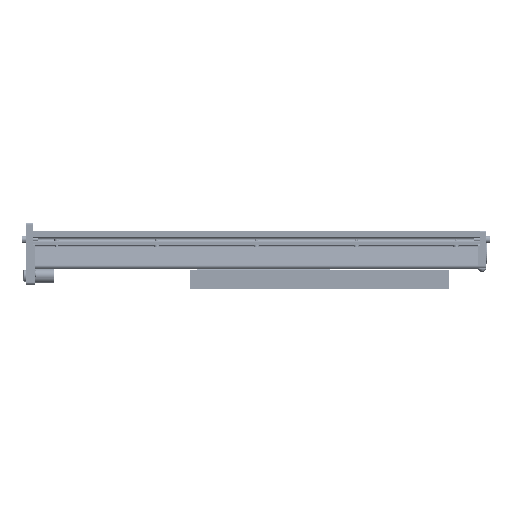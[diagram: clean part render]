
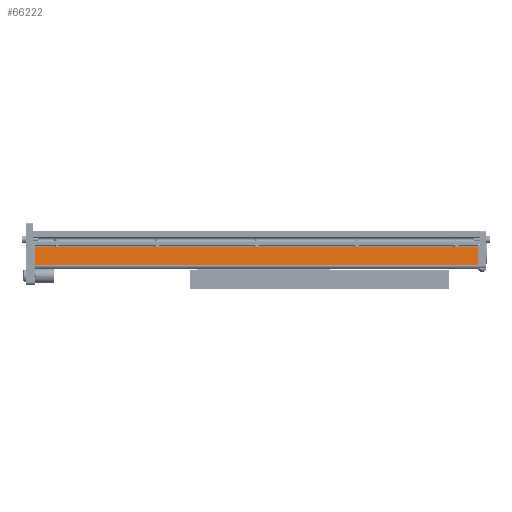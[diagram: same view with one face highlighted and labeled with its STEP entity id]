
A CAD part, left-side view. The second image highlights one B-rep face of the part: STEP entity #66222.
In plain terms, the highlighted face is planar.
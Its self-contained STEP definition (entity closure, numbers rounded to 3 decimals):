
#4351 = VERTEX_POINT ( 'NONE', #65524 ) ;
#10789 = DIRECTION ( 'NONE',  ( -0.174, 0.985, 0. ) ) ;
#14979 = DIRECTION ( 'NONE',  ( 0.985, 0.174, 0. ) ) ;
#16811 = DIRECTION ( 'NONE',  ( 0., 0., 1. ) ) ;
#17237 = LINE ( 'NONE', #52151, #43187 ) ;
#22266 = DIRECTION ( 'NONE',  ( -0.174, 0.985, 0. ) ) ;
#23521 = EDGE_LOOP ( 'NONE', ( #73686, #66203, #23772, #75848 ) ) ;
#23772 = ORIENTED_EDGE ( 'NONE', *, *, #78234, .F. ) ;
#30151 = CARTESIAN_POINT ( 'NONE',  ( 10.501, 2.683, -599. ) ) ;
#30866 = VECTOR ( 'NONE', #10789, 1000. ) ;
#34240 = CARTESIAN_POINT ( 'NONE',  ( 10.501, 2.683, 0. ) ) ;
#35275 = CARTESIAN_POINT ( 'NONE',  ( 10.501, 2.683, -599. ) ) ;
#43187 = VECTOR ( 'NONE', #87131, 1000. ) ;
#48821 = CARTESIAN_POINT ( 'NONE',  ( 6.131, 27.469, -599. ) ) ;
#49980 = VERTEX_POINT ( 'NONE', #48821 ) ;
#50607 = VERTEX_POINT ( 'NONE', #63777 ) ;
#52151 = CARTESIAN_POINT ( 'NONE',  ( 10.501, 2.683, 0. ) ) ;
#57741 = EDGE_CURVE ( 'NONE', #49980, #50607, #83767, .T. ) ;
#57957 = LINE ( 'NONE', #30151, #65479 ) ;
#60793 = AXIS2_PLACEMENT_3D ( 'NONE', #35275, #14979, #22266 ) ;
#63299 = VECTOR ( 'NONE', #85189, 1000. ) ;
#63777 = CARTESIAN_POINT ( 'NONE',  ( 6.131, 27.469, 0. ) ) ;
#65332 = LINE ( 'NONE', #86506, #30866 ) ;
#65479 = VECTOR ( 'NONE', #16811, 1000. ) ;
#65524 = CARTESIAN_POINT ( 'NONE',  ( 10.501, 2.683, -599. ) ) ;
#65739 = FACE_OUTER_BOUND ( 'NONE', #23521, .T. ) ;
#66203 = ORIENTED_EDGE ( 'NONE', *, *, #57741, .F. ) ;
#66222 = ADVANCED_FACE ( 'NONE', ( #65739 ), #76573, .F. ) ;
#67371 = EDGE_CURVE ( 'NONE', #4351, #73959, #57957, .T. ) ;
#73686 = ORIENTED_EDGE ( 'NONE', *, *, #74858, .T. ) ;
#73959 = VERTEX_POINT ( 'NONE', #34240 ) ;
#74858 = EDGE_CURVE ( 'NONE', #73959, #50607, #17237, .T. ) ;
#75848 = ORIENTED_EDGE ( 'NONE', *, *, #67371, .T. ) ;
#76573 = PLANE ( 'NONE',  #60793 ) ;
#78234 = EDGE_CURVE ( 'NONE', #4351, #49980, #65332, .T. ) ;
#83767 = LINE ( 'NONE', #83962, #63299 ) ;
#83962 = CARTESIAN_POINT ( 'NONE',  ( 6.131, 27.469, -599. ) ) ;
#85189 = DIRECTION ( 'NONE',  ( 0., 0., 1. ) ) ;
#86506 = CARTESIAN_POINT ( 'NONE',  ( 10.501, 2.683, -599. ) ) ;
#87131 = DIRECTION ( 'NONE',  ( -0.174, 0.985, 0. ) ) ;
